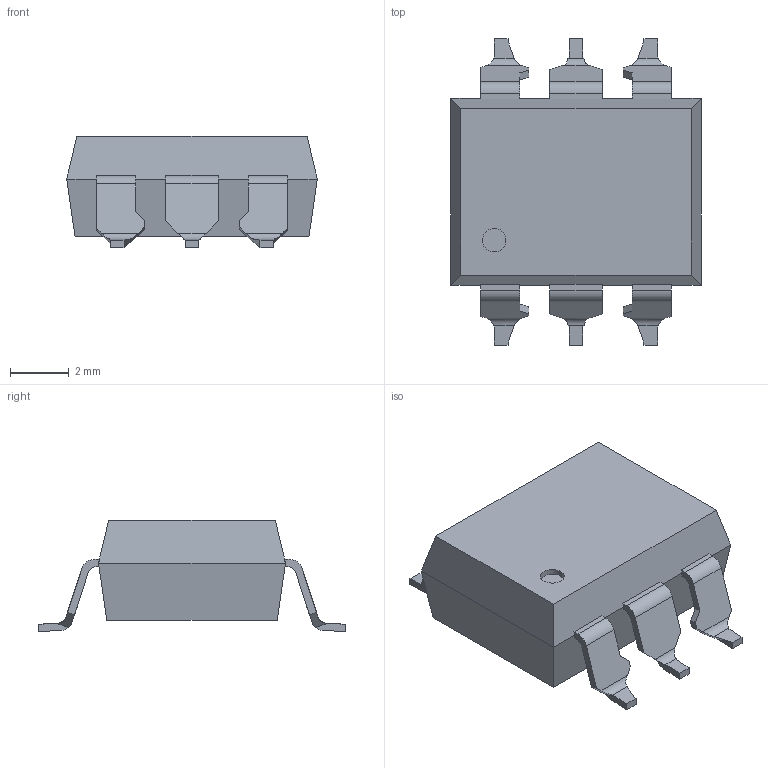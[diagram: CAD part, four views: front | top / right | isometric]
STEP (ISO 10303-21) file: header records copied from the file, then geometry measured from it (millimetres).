
FILE_DESCRIPTION(/* description */ ('Unknown'),/* implementation_level */ '2;1');
FILE_NAME(/* name */ 'MOC3052SR2M',/* time_stamp */ '2024-08-29T13:13:21+02:00',/* author */ ('Unknown'),/* organization */ ('Unknown'),/* preprocessor_version */ 'ST-DEVELOPER v19.4',/* originating_system */ 'Solid Edge',/* authorisation */ 'Unknown');
FILE_SCHEMA (('AUTOMOTIVE_DESIGN {1 0 10303 214 3 1 1}'));
Length unit declared in the file: millimetre
Products named in the file (1): MOC3052SR2M
Bounding box: 8.51 x 10.41 x 3.78 mm (x, y, z)
Volume: 174.8 mm3; surface area: 249.1 mm2
Topology: 1 solids, 1 shells, 130 faces, 373 edges, 246 vertices
Faces by surface type: plane 105, cylinder 25
Full cylindrical faces by diameter (mm): 0.8 x1
Entity records: 5140 total; most frequent: CARTESIAN_POINT 749, ORIENTED_EDGE 744, DIRECTION 692, EDGE_CURVE 372, LINE 314, VECTOR 314, VERTEX_POINT 246, AXIS2_PLACEMENT_3D 189
